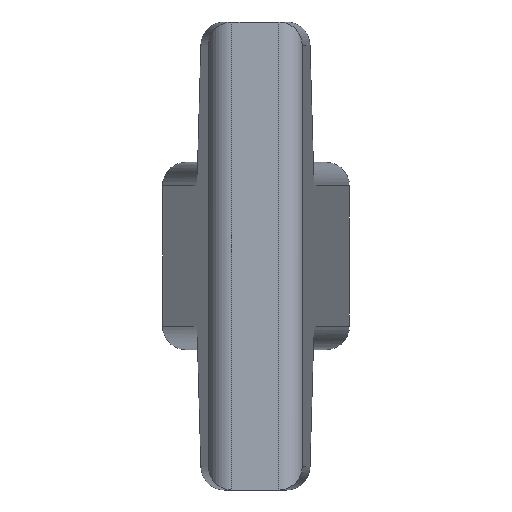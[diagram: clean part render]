
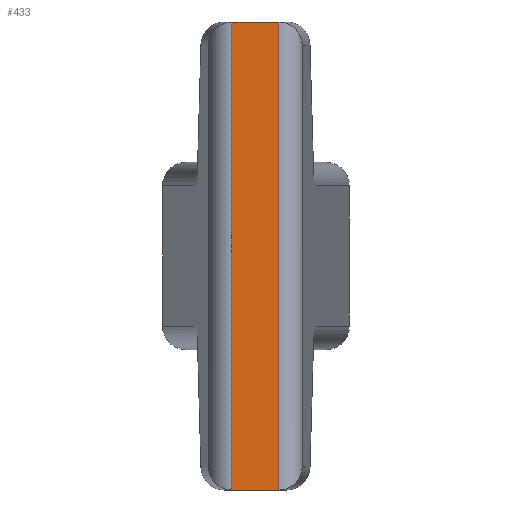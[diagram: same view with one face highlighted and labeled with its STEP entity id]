
A CAD part, left-side view. The second image highlights one B-rep face of the part: STEP entity #433.
In plain terms, the highlighted planar face has unit normal (-1, 0, 0).
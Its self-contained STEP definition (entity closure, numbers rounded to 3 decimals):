
#52 = VECTOR ( 'NONE', #412, 1000. ) ;
#54 = EDGE_CURVE ( 'NONE', #378, #985, #728, .T. ) ;
#79 = CARTESIAN_POINT ( 'NONE',  ( 0., 3.02, 10. ) ) ;
#98 = CARTESIAN_POINT ( 'NONE',  ( 0., 8., 10. ) ) ;
#146 = ORIENTED_EDGE ( 'NONE', *, *, #1017, .F. ) ;
#156 = AXIS2_PLACEMENT_3D ( 'NONE', #227, #880, #401 ) ;
#169 = LINE ( 'NONE', #79, #367 ) ;
#179 = EDGE_LOOP ( 'NONE', ( #534, #652, #146, #347 ) ) ;
#206 = LINE ( 'NONE', #251, #52 ) ;
#227 = CARTESIAN_POINT ( 'NONE',  ( 0., 8., 10. ) ) ;
#229 = DIRECTION ( 'NONE',  ( 0., 0., 1. ) ) ;
#251 = CARTESIAN_POINT ( 'NONE',  ( 0., 5.036, 0. ) ) ;
#263 = CARTESIAN_POINT ( 'NONE',  ( 0., 5.032, 10. ) ) ;
#347 = ORIENTED_EDGE ( 'NONE', *, *, #698, .T. ) ;
#367 = VECTOR ( 'NONE', #229, 1000. ) ;
#378 = VERTEX_POINT ( 'NONE', #486 ) ;
#401 = DIRECTION ( 'NONE',  ( 0., 0., -1. ) ) ;
#412 = DIRECTION ( 'NONE',  ( 0., 0., -1. ) ) ;
#433 = ADVANCED_FACE ( 'NONE', ( #1003 ), #727, .F. ) ;
#486 = CARTESIAN_POINT ( 'NONE',  ( 0., 5.032, -10. ) ) ;
#515 = VECTOR ( 'NONE', #1007, 1000. ) ;
#520 = EDGE_CURVE ( 'NONE', #985, #779, #169, .T. ) ;
#534 = ORIENTED_EDGE ( 'NONE', *, *, #54, .T. ) ;
#537 = CARTESIAN_POINT ( 'NONE',  ( 0., 8., -10. ) ) ;
#590 = DIRECTION ( 'NONE',  ( 0., -1., 0. ) ) ;
#652 = ORIENTED_EDGE ( 'NONE', *, *, #520, .T. ) ;
#698 = EDGE_CURVE ( 'NONE', #806, #378, #206, .T. ) ;
#727 = PLANE ( 'NONE',  #156 ) ;
#728 = LINE ( 'NONE', #537, #515 ) ;
#738 = VECTOR ( 'NONE', #590, 1000. ) ;
#756 = LINE ( 'NONE', #98, #738 ) ;
#779 = VERTEX_POINT ( 'NONE', #849 ) ;
#806 = VERTEX_POINT ( 'NONE', #263 ) ;
#849 = CARTESIAN_POINT ( 'NONE',  ( 0., 3.024, 10. ) ) ;
#880 = DIRECTION ( 'NONE',  ( 1., 0., 0. ) ) ;
#984 = CARTESIAN_POINT ( 'NONE',  ( 0., 3.024, -10. ) ) ;
#985 = VERTEX_POINT ( 'NONE', #984 ) ;
#1003 = FACE_OUTER_BOUND ( 'NONE', #179, .T. ) ;
#1007 = DIRECTION ( 'NONE',  ( 0., -1., 0. ) ) ;
#1017 = EDGE_CURVE ( 'NONE', #806, #779, #756, .T. ) ;
